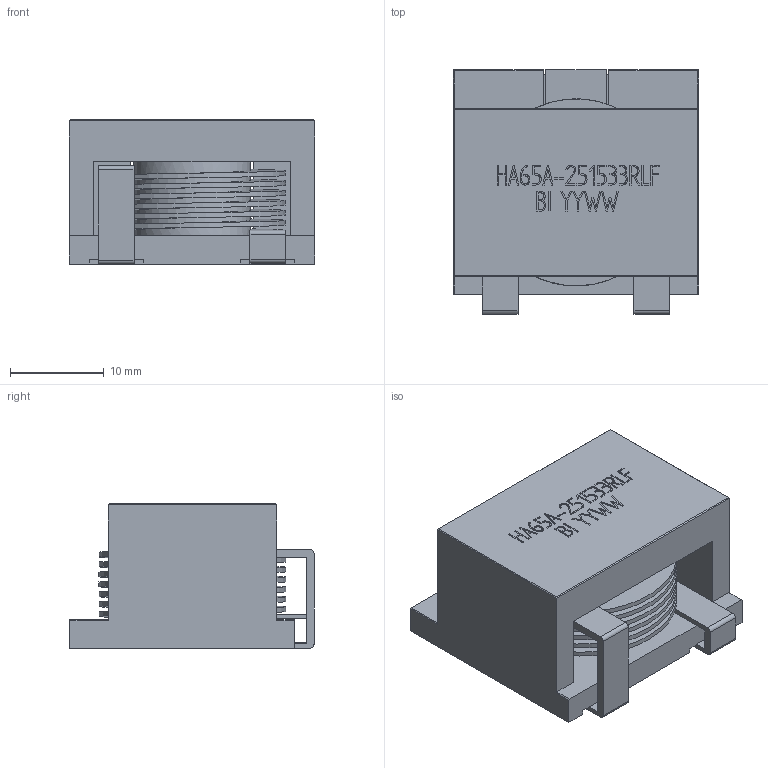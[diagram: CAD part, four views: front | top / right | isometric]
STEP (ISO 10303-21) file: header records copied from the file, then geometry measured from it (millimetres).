
FILE_DESCRIPTION(/* description */ ('Unknown'),/* implementation_level */ '2;1');
FILE_NAME(/* name */ 'HA65A',/* time_stamp */ '2021-10-27T14:54:54+08:00',/* author */ ('Unknown'),/* organization */ ('Unknown'),/* preprocessor_version */ 'ST-DEVELOPER v16.7',/* originating_system */ 'Solid Edge',/* authorisation */ 'Unknown');
FILE_SCHEMA (('AUTOMOTIVE_DESIGN {1 0 10303 214 3 1 1}'));
Length unit declared in the file: millimetre
Products named in the file (1): HA65A
Bounding box: 26.2 x 26.1 x 15.41 mm (x, y, z)
Volume: 6472.5 mm3; surface area: 6521.5 mm2
Topology: 1 solids, 1 shells, 300 faces, 817 edges, 540 vertices
Faces by surface type: plane 249, bspline 39, cylinder 12
Full cylindrical faces by diameter (mm): 12.5 x7
Entity records: 13283 total; most frequent: CARTESIAN_POINT 4336, ORIENTED_EDGE 1592, DIRECTION 1093, EDGE_CURVE 796, LINE 553, VECTOR 553, VERTEX_POINT 527, EDGE_LOOP 325
